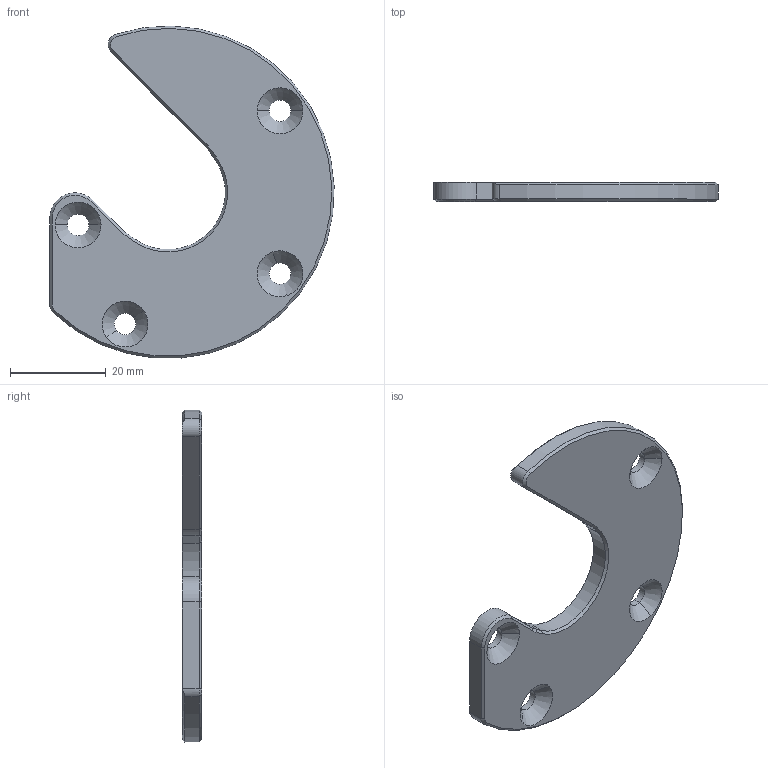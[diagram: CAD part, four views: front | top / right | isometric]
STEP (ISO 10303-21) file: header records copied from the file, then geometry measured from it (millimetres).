
FILE_DESCRIPTION((''),'2;1');
FILE_NAME('T001116-24','2020-11-23T15:32:13',('Mseibt'),(''),'CREO PARAMETRIC BY PTC INC, 2020044','CREO PARAMETRIC BY PTC INC, 2020044','');
FILE_SCHEMA(('AUTOMOTIVE_DESIGN { 1 0 10303 214 1 1 1 1 }'));
Length unit declared in the file: millimetre
Products named in the file (1): T001116-24
Bounding box: 59.48 x 4 x 69.47 mm (x, y, z)
Volume: 9052.5 mm3; surface area: 5901.7 mm2
Topology: 1 solids, 1 shells, 57 faces, 133 edges, 80 vertices
Faces by surface type: cone 20, cylinder 19, plane 18
Entity records: 2156 total; most frequent: DIRECTION 303, CARTESIAN_POINT 296, ORIENTED_EDGE 266, PRESENTATION_STYLE_ASSIGNMENT 134, STYLED_ITEM 134, CURVE_STYLE 133, EDGE_CURVE 133, AXIS2_PLACEMENT_3D 115
